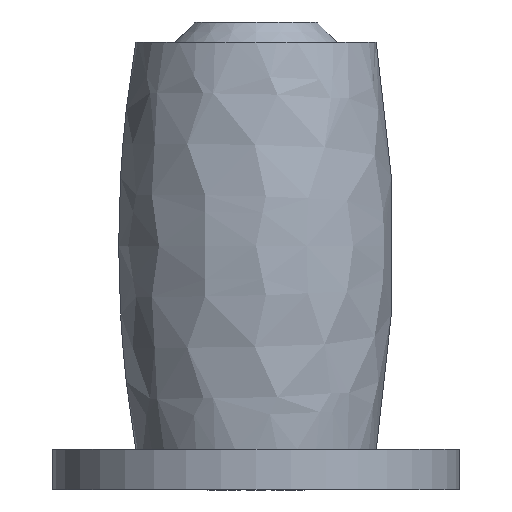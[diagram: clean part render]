
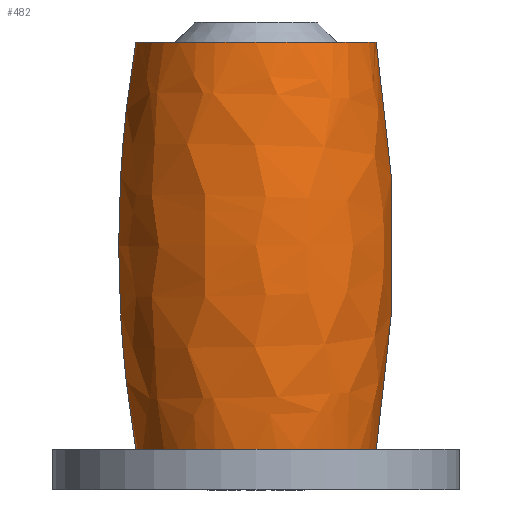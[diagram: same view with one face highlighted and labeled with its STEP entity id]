
A CAD part, left-side view. The second image highlights one B-rep face of the part: STEP entity #482.
In plain terms, the highlighted free-form (B-spline) face has degree [2, 2] with [3, 9] control points.
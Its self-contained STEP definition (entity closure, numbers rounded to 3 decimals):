
#23=(
BOUNDED_SURFACE()
B_SPLINE_SURFACE(2,2,((#952,#953,#954,#955,#956,#957,#958,#959,#960),(#961,
#962,#963,#964,#965,#966,#967,#968,#969),(#970,#971,#972,#973,#974,#975,
#976,#977,#978)),.UNSPECIFIED.,.F.,.T.,.F.)
B_SPLINE_SURFACE_WITH_KNOTS((3,3),(3,2,2,2,3),(-0.167,0.167),
(-3.142,-1.571,0.,1.571,3.142),
 .UNSPECIFIED.)
GEOMETRIC_REPRESENTATION_ITEM()
RATIONAL_B_SPLINE_SURFACE(((1.,0.707,1.,0.707,1.,
0.707,1.,0.707,1.),(0.986,0.697,
0.986,0.697,0.986,0.697,
0.986,0.697,0.986),(1.,0.707,
1.,0.707,1.,0.707,1.,0.707,1.)))
REPRESENTATION_ITEM('')
SURFACE()
);
#87=FACE_OUTER_BOUND('',#127,.T.);
#127=EDGE_LOOP('',(#440,#441,#442,#443,#444,#445));
#197=CIRCLE('',#626,5.911);
#198=CIRCLE('',#627,5.911);
#207=CIRCLE('',#640,5.911);
#208=CIRCLE('',#641,5.911);
#209=CIRCLE('',#642,60.);
#245=VERTEX_POINT('',#922);
#246=VERTEX_POINT('',#923);
#255=VERTEX_POINT('',#948);
#256=VERTEX_POINT('',#949);
#305=EDGE_CURVE('',#245,#246,#197,.T.);
#306=EDGE_CURVE('',#246,#245,#198,.T.);
#317=EDGE_CURVE('',#255,#256,#207,.T.);
#318=EDGE_CURVE('',#256,#255,#208,.T.);
#319=EDGE_CURVE('',#246,#256,#209,.T.);
#440=ORIENTED_EDGE('',*,*,#305,.F.);
#441=ORIENTED_EDGE('',*,*,#306,.F.);
#442=ORIENTED_EDGE('',*,*,#319,.T.);
#443=ORIENTED_EDGE('',*,*,#318,.T.);
#444=ORIENTED_EDGE('',*,*,#317,.T.);
#445=ORIENTED_EDGE('',*,*,#319,.F.);
#482=ADVANCED_FACE('',(#87),#23,.F.);
#626=AXIS2_PLACEMENT_3D('',#924,#773,#774);
#627=AXIS2_PLACEMENT_3D('',#925,#775,#776);
#640=AXIS2_PLACEMENT_3D('',#950,#803,#804);
#641=AXIS2_PLACEMENT_3D('',#951,#805,#806);
#642=AXIS2_PLACEMENT_3D('',#979,#807,#808);
#773=DIRECTION('center_axis',(0.,-1.,0.));
#774=DIRECTION('ref_axis',(1.,0.,0.));
#775=DIRECTION('center_axis',(0.,-1.,0.));
#776=DIRECTION('ref_axis',(1.,0.,0.));
#803=DIRECTION('center_axis',(0.,-1.,0.));
#804=DIRECTION('ref_axis',(1.,0.,0.));
#805=DIRECTION('center_axis',(0.,-1.,0.));
#806=DIRECTION('ref_axis',(1.,0.,0.));
#807=DIRECTION('center_axis',(-1.,0.,0.));
#808=DIRECTION('ref_axis',(0.,0.,1.));
#922=CARTESIAN_POINT('',(5.911,0.,0.));
#923=CARTESIAN_POINT('',(0.,0.,5.911));
#924=CARTESIAN_POINT('Origin',(0.,0.,
0.));
#925=CARTESIAN_POINT('Origin',(0.,0.,
0.));
#948=CARTESIAN_POINT('',(5.911,20.,0.));
#949=CARTESIAN_POINT('',(0.,20.,5.911));
#950=CARTESIAN_POINT('Origin',(0.,20.,0.));
#951=CARTESIAN_POINT('Origin',(0.,20.,0.));
#952=CARTESIAN_POINT('Ctrl Pts',(0.,20.,5.911));
#953=CARTESIAN_POINT('Ctrl Pts',(-5.911,20.,5.911));
#954=CARTESIAN_POINT('Ctrl Pts',(-5.911,20.,0.));
#955=CARTESIAN_POINT('Ctrl Pts',(-5.911,20.,-5.911));
#956=CARTESIAN_POINT('Ctrl Pts',(0.,20.,-5.911));
#957=CARTESIAN_POINT('Ctrl Pts',(5.911,20.,-5.911));
#958=CARTESIAN_POINT('Ctrl Pts',(5.911,20.,0.));
#959=CARTESIAN_POINT('Ctrl Pts',(5.911,20.,5.911));
#960=CARTESIAN_POINT('Ctrl Pts',(0.,20.,5.911));
#961=CARTESIAN_POINT('Ctrl Pts',(0.,10.,
7.601));
#962=CARTESIAN_POINT('Ctrl Pts',(-7.601,10.,7.601));
#963=CARTESIAN_POINT('Ctrl Pts',(-7.601,10.,0.));
#964=CARTESIAN_POINT('Ctrl Pts',(-7.601,10.,-7.601));
#965=CARTESIAN_POINT('Ctrl Pts',(0.,10.,
-7.601));
#966=CARTESIAN_POINT('Ctrl Pts',(7.601,10.,-7.601));
#967=CARTESIAN_POINT('Ctrl Pts',(7.601,10.,0.));
#968=CARTESIAN_POINT('Ctrl Pts',(7.601,10.,7.601));
#969=CARTESIAN_POINT('Ctrl Pts',(0.,10.,
7.601));
#970=CARTESIAN_POINT('Ctrl Pts',(0.,0.,
5.911));
#971=CARTESIAN_POINT('Ctrl Pts',(-5.911,0.,
5.911));
#972=CARTESIAN_POINT('Ctrl Pts',(-5.911,0.,
0.));
#973=CARTESIAN_POINT('Ctrl Pts',(-5.911,0.,
-5.911));
#974=CARTESIAN_POINT('Ctrl Pts',(0.,0.,
-5.911));
#975=CARTESIAN_POINT('Ctrl Pts',(5.911,0.,
-5.911));
#976=CARTESIAN_POINT('Ctrl Pts',(5.911,0.,
0.));
#977=CARTESIAN_POINT('Ctrl Pts',(5.911,0.,
5.911));
#978=CARTESIAN_POINT('Ctrl Pts',(0.,0.,
5.911));
#979=CARTESIAN_POINT('Origin',(0.,10.,-53.25));
